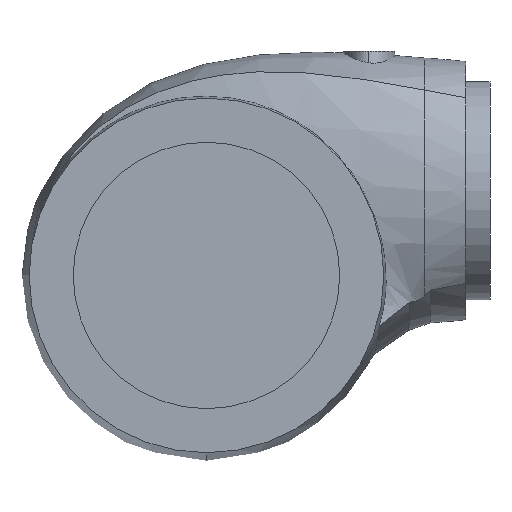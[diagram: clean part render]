
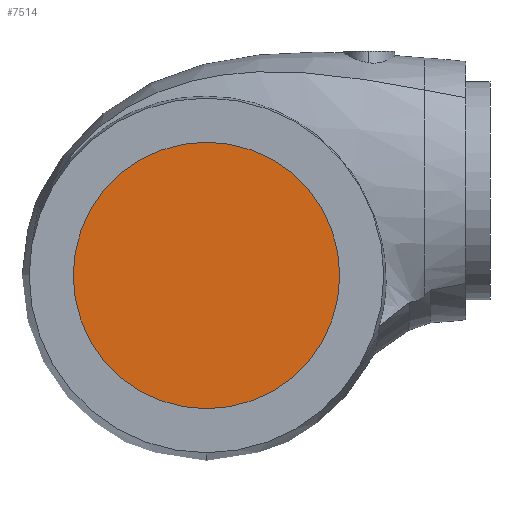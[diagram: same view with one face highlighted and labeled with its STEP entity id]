
A CAD part, front view. The second image highlights one B-rep face of the part: STEP entity #7514.
In plain terms, the highlighted planar face has unit normal (0, -1, 0).
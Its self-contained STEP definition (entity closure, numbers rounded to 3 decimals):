
#114 = CARTESIAN_POINT ( 'NONE',  ( 25., -67.5, 910. ) ) ;
#620 = FACE_OUTER_BOUND ( 'NONE', #1244, .T. ) ;
#751 = VERTEX_POINT ( 'NONE', #114 ) ;
#959 = DIRECTION ( 'NONE',  ( 0., 1., 0. ) ) ;
#988 = AXIS2_PLACEMENT_3D ( 'NONE', #2382, #4871, #5503 ) ;
#1244 = EDGE_LOOP ( 'NONE', ( #4501, #6051 ) ) ;
#2382 = CARTESIAN_POINT ( 'NONE',  ( 25., -67.5, 855. ) ) ;
#2653 = AXIS2_PLACEMENT_3D ( 'NONE', #7139, #7784, #5765 ) ;
#2870 = VERTEX_POINT ( 'NONE', #5619 ) ;
#3402 = DIRECTION ( 'NONE',  ( 0., 0., 1. ) ) ;
#3450 = EDGE_CURVE ( 'NONE', #2870, #751, #5827, .T. ) ;
#4501 = ORIENTED_EDGE ( 'NONE', *, *, #3450, .F. ) ;
#4871 = DIRECTION ( 'NONE',  ( 0., -1., 0. ) ) ;
#5503 = DIRECTION ( 'NONE',  ( 0., 0., -1. ) ) ;
#5619 = CARTESIAN_POINT ( 'NONE',  ( 25., -67.5, 800. ) ) ;
#5765 = DIRECTION ( 'NONE',  ( 0., 0., 1. ) ) ;
#5827 = CIRCLE ( 'NONE', #7506, 55. ) ;
#6004 = PLANE ( 'NONE',  #988 ) ;
#6051 = ORIENTED_EDGE ( 'NONE', *, *, #7138, .F. ) ;
#7138 = EDGE_CURVE ( 'NONE', #751, #2870, #7783, .T. ) ;
#7139 = CARTESIAN_POINT ( 'NONE',  ( 25., -67.5, 855. ) ) ;
#7506 = AXIS2_PLACEMENT_3D ( 'NONE', #7825, #959, #3402 ) ;
#7514 = ADVANCED_FACE ( 'NONE', ( #620 ), #6004, .T. ) ;
#7783 = CIRCLE ( 'NONE', #2653, 55. ) ;
#7784 = DIRECTION ( 'NONE',  ( 0., 1., 0. ) ) ;
#7825 = CARTESIAN_POINT ( 'NONE',  ( 25., -67.5, 855. ) ) ;
